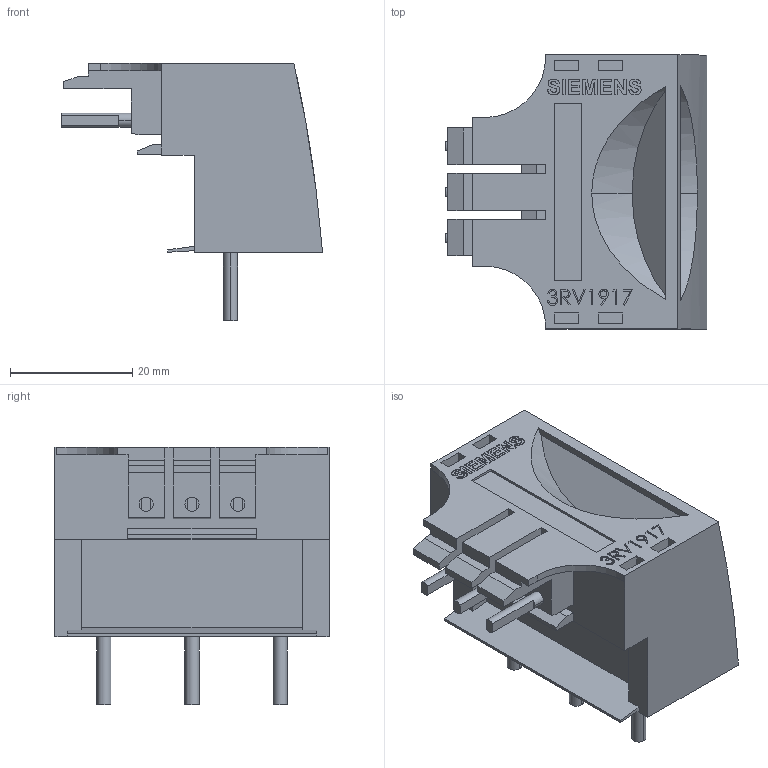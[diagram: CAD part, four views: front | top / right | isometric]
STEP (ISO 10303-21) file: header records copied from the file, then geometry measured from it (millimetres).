
FILE_DESCRIPTION(('STEP AP214'),'1');
FILE_NAME('cctmp_0AE3B295-0BD2-47E0-A422-DC6E3FE523C9_2023_08_14_21_06_24_0085..stp','2023-08-14T19:06:24',('SIEMENS A&D'),('CADClick - www.CADClick.com'),'Spatial InterOp 3D postprocessed',' ','unknown authorization');
FILE_SCHEMA(('AUTOMOTIVE_DESIGN'));
Length unit declared in the file: millimetre
Products named in the file (1): 2023_08_14_21_06_24_0061
Bounding box: 42.7 x 44.8 x 42.08 mm (x, y, z)
Volume: 28067.3 mm3; surface area: 9442.1 mm2
Topology: 1 solids, 1 shells, 312 faces, 829 edges, 552 vertices
Faces by surface type: plane 235, bspline 58, cylinder 19
Entity records: 13671 total; most frequent: CARTESIAN_POINT 5304, ORIENTED_EDGE 1658, DIRECTION 1261, EDGE_CURVE 829, LINE 659, VECTOR 659, VERTEX_POINT 552, EDGE_LOOP 345
